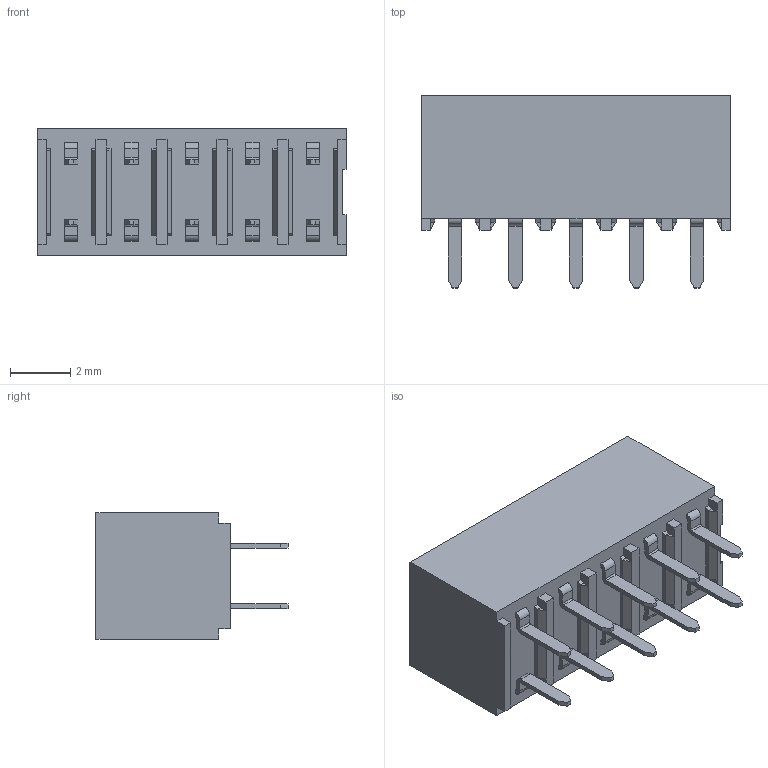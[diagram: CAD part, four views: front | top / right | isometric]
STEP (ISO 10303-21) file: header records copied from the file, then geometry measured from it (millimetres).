
FILE_DESCRIPTION((''),'2;1');
FILE_NAME('791077204','2013-09-26T',('me'),(''),'PRO/ENGINEER BY PARAMETRIC TECHNOLOGY CORPORATION, 2011490','PRO/ENGINEER BY PARAMETRIC TECHNOLOGY CORPORATION, 2011490','');
FILE_SCHEMA(('CONFIG_CONTROL_DESIGN'));
Length unit declared in the file: millimetre
Products named in the file (1): 791077204
Bounding box: 10.19 x 6.35 x 4.19 mm (x, y, z)
Volume: 145.4 mm3; surface area: 487.4 mm2
Topology: 1 solids, 1 shells, 631 faces, 1659 edges, 1086 vertices
Faces by surface type: plane 551, cylinder 80
Entity records: 19130 total; most frequent: CARTESIAN_POINT 3357, ORIENTED_EDGE 3278, DIRECTION 3103, EDGE_CURVE 1639, VECTOR 1479, LINE 1479, VERTEX_POINT 1066, AXIS2_PLACEMENT_3D 812
